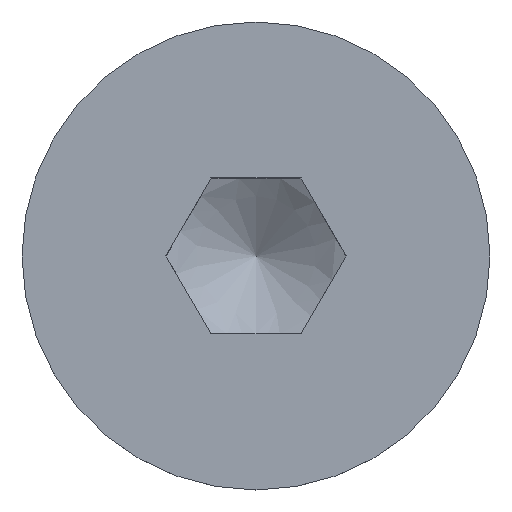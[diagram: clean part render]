
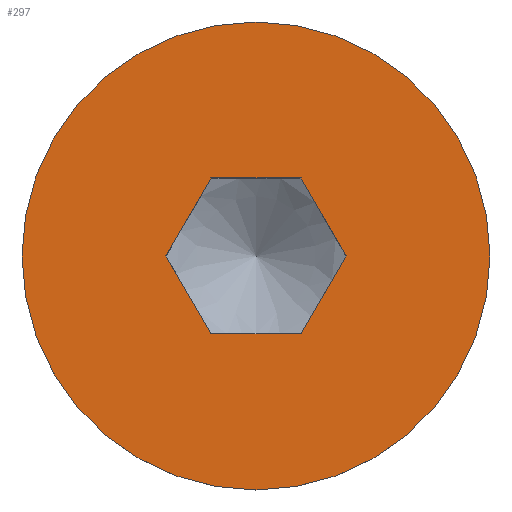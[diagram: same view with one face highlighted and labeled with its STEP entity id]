
A CAD part, top view. The second image highlights one B-rep face of the part: STEP entity #297.
In plain terms, the highlighted planar face has unit normal (0, 0, 1).
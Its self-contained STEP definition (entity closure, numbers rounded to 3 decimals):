
#26=LINE('',#465,#44);
#29=LINE('',#475,#47);
#31=LINE('',#483,#49);
#34=LINE('',#509,#52);
#36=LINE('',#513,#54);
#38=LINE('',#516,#56);
#44=VECTOR('',#379,1.);
#47=VECTOR('',#384,1.);
#49=VECTOR('',#388,1.);
#52=VECTOR('',#395,1.);
#54=VECTOR('',#399,1.);
#56=VECTOR('',#403,1.);
#66=FACE_BOUND('',#94,.T.);
#76=FACE_OUTER_BOUND('',#93,.T.);
#93=EDGE_LOOP('',(#237,#238));
#94=EDGE_LOOP('',(#239,#240,#241,#242,#243,#244));
#107=CIRCLE('',#340,3.);
#108=CIRCLE('',#341,3.);
#125=VERTEX_POINT('',#463);
#126=VERTEX_POINT('',#464);
#129=VERTEX_POINT('',#474);
#131=VERTEX_POINT('',#482);
#137=VERTEX_POINT('',#508);
#138=VERTEX_POINT('',#512);
#139=VERTEX_POINT('',#518);
#140=VERTEX_POINT('',#519);
#157=EDGE_CURVE('',#125,#126,#26,.T.);
#161=EDGE_CURVE('',#126,#129,#29,.T.);
#164=EDGE_CURVE('',#129,#131,#31,.T.);
#172=EDGE_CURVE('',#131,#137,#34,.T.);
#174=EDGE_CURVE('',#138,#125,#36,.T.);
#176=EDGE_CURVE('',#137,#138,#38,.T.);
#177=EDGE_CURVE('',#139,#140,#107,.T.);
#178=EDGE_CURVE('',#140,#139,#108,.T.);
#237=ORIENTED_EDGE('',*,*,#177,.F.);
#238=ORIENTED_EDGE('',*,*,#178,.F.);
#239=ORIENTED_EDGE('',*,*,#172,.T.);
#240=ORIENTED_EDGE('',*,*,#176,.T.);
#241=ORIENTED_EDGE('',*,*,#174,.T.);
#242=ORIENTED_EDGE('',*,*,#157,.T.);
#243=ORIENTED_EDGE('',*,*,#161,.T.);
#244=ORIENTED_EDGE('',*,*,#164,.T.);
#286=PLANE('',#339);
#297=ADVANCED_FACE('',(#76,#66),#286,.T.);
#339=AXIS2_PLACEMENT_3D('',#517,#404,#405);
#340=AXIS2_PLACEMENT_3D('',#520,#406,#407);
#341=AXIS2_PLACEMENT_3D('',#521,#408,#409);
#379=DIRECTION('',(0.5,-0.866,0.));
#384=DIRECTION('',(-0.5,-0.866,0.));
#388=DIRECTION('',(-1.,0.,0.));
#395=DIRECTION('',(-0.5,0.866,0.));
#399=DIRECTION('',(1.,0.,0.));
#403=DIRECTION('',(0.5,0.866,0.));
#404=DIRECTION('center_axis',(0.,0.,
1.));
#405=DIRECTION('ref_axis',(0.,-1.,0.));
#406=DIRECTION('center_axis',(0.,0.,-1.));
#407=DIRECTION('ref_axis',(0.,1.,0.));
#408=DIRECTION('center_axis',(0.,0.,-1.));
#409=DIRECTION('ref_axis',(0.,1.,0.));
#463=CARTESIAN_POINT('',(0.577,1.,0.));
#464=CARTESIAN_POINT('',(1.155,0.,0.));
#465=CARTESIAN_POINT('',(0.541,1.062,0.));
#474=CARTESIAN_POINT('',(0.577,-1.,0.));
#475=CARTESIAN_POINT('',(1.191,0.063,0.));
#482=CARTESIAN_POINT('',(-0.577,-1.,0.));
#483=CARTESIAN_POINT('',(0.,-1.,0.));
#508=CARTESIAN_POINT('',(-1.155,0.,0.));
#509=CARTESIAN_POINT('',(-1.191,0.063,0.));
#512=CARTESIAN_POINT('',(-0.577,1.,0.));
#513=CARTESIAN_POINT('',(0.,1.,0.));
#516=CARTESIAN_POINT('',(-0.541,1.062,0.));
#517=CARTESIAN_POINT('Origin',(0.,1.5,0.));
#518=CARTESIAN_POINT('',(0.,3.,0.));
#519=CARTESIAN_POINT('',(0.,-3.,0.));
#520=CARTESIAN_POINT('Origin',(0.,0.,0.));
#521=CARTESIAN_POINT('Origin',(0.,0.,0.));
